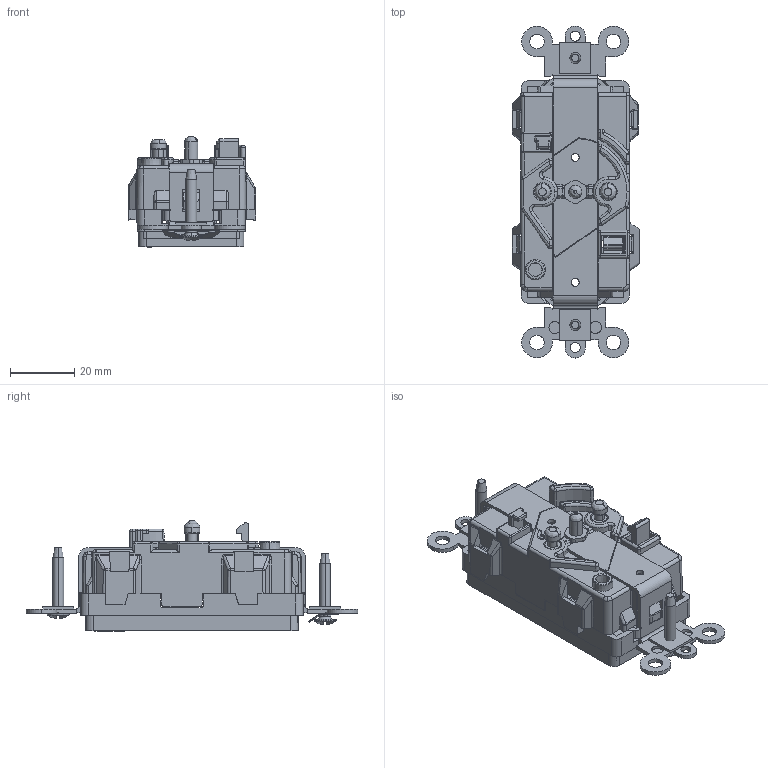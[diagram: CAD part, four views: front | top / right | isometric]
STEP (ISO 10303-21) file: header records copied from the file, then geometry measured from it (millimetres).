
FILE_DESCRIPTION (( 'STEP AP214' ), '1' );
FILE_NAME ('CATSTD-M1636-1CX-M01.STEP', '2020-09-30T14:34:10', ( '' ), ( '' ), 'SwSTEP 2.0', 'SolidWorks 2020', '' );
FILE_SCHEMA (( 'AUTOMOTIVE_DESIGN' ));
Length unit declared in the file: inch
Products named in the file (1): CATSTD-M1636-1CX-M01
Bounding box: 39.69 x 103.38 x 34.5 mm (x, y, z)
Volume: 21673.8 mm3; surface area: 26892.7 mm2
Topology: 11 solids, 11 shells, 1687 faces, 4504 edges, 2846 vertices
Faces by surface type: plane 929, cylinder 475, bspline 117, cone 78, sphere 70, torus 18
Entity records: 76657 total; most frequent: CARTESIAN_POINT 14314, ORIENTED_EDGE 8976, DIRECTION 7737, EDGE_CURVE 4488, VECTOR 2877, LINE 2877, VERTEX_POINT 2846, AXIS2_PLACEMENT_3D 2430
